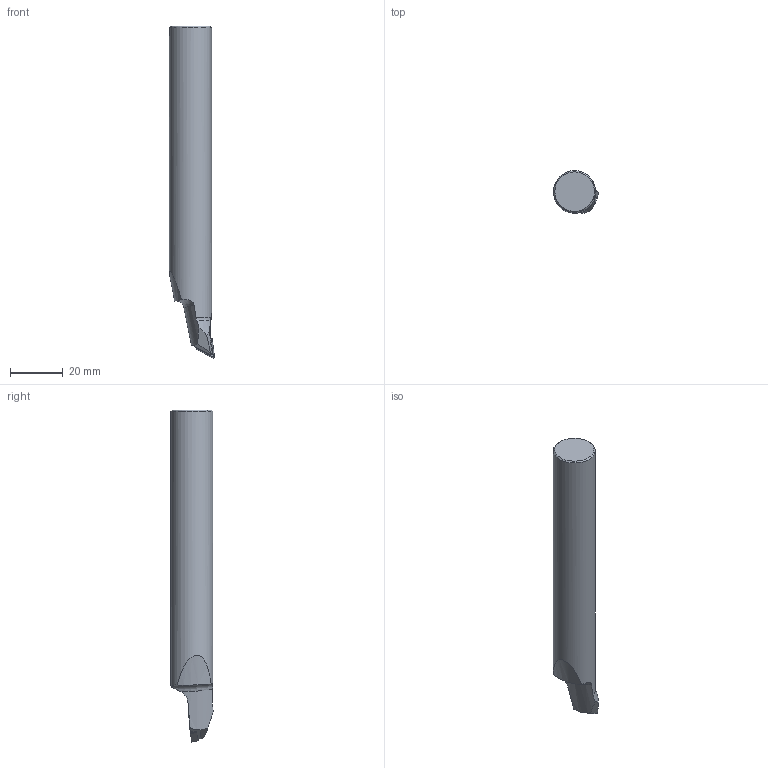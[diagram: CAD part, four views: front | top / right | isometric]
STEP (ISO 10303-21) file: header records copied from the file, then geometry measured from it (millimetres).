
FILE_DESCRIPTION(/* description */ (''),/* implementation_level */ '2;1');
FILE_NAME(/* name */ '1575610531935.stp',/* time_stamp */ '2019-12-06T11:05:55+06:00',/* author */ (''),/* organization */ ('SMS'),/* preprocessor_version */ 'ST-DEVELOPER v16.7',/* originating_system */ 'SIEMENS PLM Software NX 12.0',/* authorisation */ '');
FILE_SCHEMA (('AUTOMOTIVE_DESIGN { 1 0 10303 214 3 1 1 1 }'));
Length unit declared in the file: millimetre
Products named in the file (4): IsoTurningInsert; ASSEMBLY_CONSTRUCTION; 201929944mod000_00; 201929943mod000_00
Assembly tree (3 placements, depth 2):
  201929943mod000_00
    201929944mod000_00
    ASSEMBLY_CONSTRUCTION
    IsoTurningInsert
Bounding box: 17.1 x 16.1 x 126.06 mm (x, y, z)
Volume: 22073.4 mm3; surface area: 6294.3 mm2
Topology: 2 solids, 2 shells, 41 faces, 106 edges, 76 vertices
Faces by surface type: plane 18, cone 9, cylinder 8, torus 6
Full cylindrical faces by diameter (mm): 2.8 x2, 16 x1
Entity records: 1460 total; most frequent: CARTESIAN_POINT 346, DIRECTION 219, ORIENTED_EDGE 180, AXIS2_PLACEMENT_3D 92, EDGE_CURVE 90, VERTEX_POINT 64, EDGE_LOOP 54, ADVANCED_FACE 41
